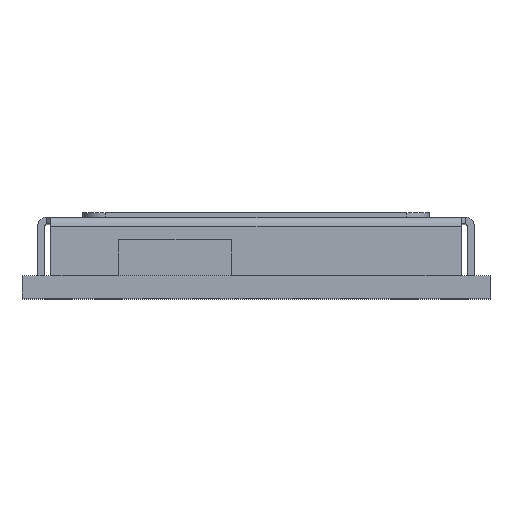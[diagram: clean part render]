
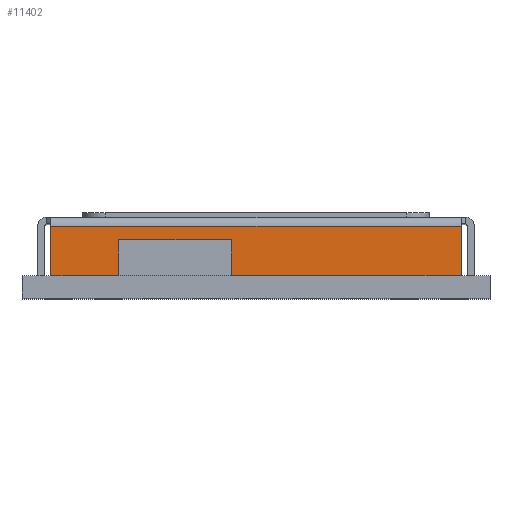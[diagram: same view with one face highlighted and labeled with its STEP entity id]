
A CAD part, top view. The second image highlights one B-rep face of the part: STEP entity #11402.
In plain terms, the highlighted planar face has unit normal (0, 0, 1).
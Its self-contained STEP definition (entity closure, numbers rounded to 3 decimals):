
#444 = CARTESIAN_POINT ( 'NONE',  ( -3.05, 0.5, 7. ) ) ;
#1902 = EDGE_CURVE ( 'NONE', #1997, #25389, #11075, .T. ) ;
#1921 = VECTOR ( 'NONE', #10443, 1000. ) ;
#1997 = VERTEX_POINT ( 'NONE', #21080 ) ;
#2213 = CARTESIAN_POINT ( 'NONE',  ( -0.55, 0.5, 7. ) ) ;
#2219 = CARTESIAN_POINT ( 'NONE',  ( -3.05, 1.3, 7. ) ) ;
#2617 = DIRECTION ( 'NONE',  ( -1., 0., 0. ) ) ;
#3320 = FACE_OUTER_BOUND ( 'NONE', #8862, .T. ) ;
#3924 = ORIENTED_EDGE ( 'NONE', *, *, #30389, .T. ) ;
#4114 = EDGE_CURVE ( 'NONE', #30571, #17486, #7080, .T. ) ;
#4598 = EDGE_CURVE ( 'NONE', #5800, #1997, #22415, .T. ) ;
#4960 = DIRECTION ( 'NONE',  ( 1., 0., 0. ) ) ;
#5726 = ORIENTED_EDGE ( 'NONE', *, *, #4598, .F. ) ;
#5800 = VERTEX_POINT ( 'NONE', #2213 ) ;
#6574 = LINE ( 'NONE', #12091, #17772 ) ;
#6760 = CARTESIAN_POINT ( 'NONE',  ( 4.559, 17.785, 7. ) ) ;
#7080 = LINE ( 'NONE', #6760, #25196 ) ;
#7471 = LINE ( 'NONE', #25049, #10182 ) ;
#8862 = EDGE_LOOP ( 'NONE', ( #30207, #19205, #17771, #5726, #25330, #24997, #15383, #3924 ) ) ;
#8906 = CARTESIAN_POINT ( 'NONE',  ( -4.559, 0.5, 7. ) ) ;
#10182 = VECTOR ( 'NONE', #2617, 1000. ) ;
#10443 = DIRECTION ( 'NONE',  ( -1., 0., 0. ) ) ;
#11075 = LINE ( 'NONE', #20765, #1921 ) ;
#11306 = CARTESIAN_POINT ( 'NONE',  ( -3.05, 1.3, 7. ) ) ;
#11402 = ADVANCED_FACE ( 'NONE', ( #3320 ), #30152, .F. ) ;
#11818 = VECTOR ( 'NONE', #12708, 1000. ) ;
#11939 = VERTEX_POINT ( 'NONE', #8906 ) ;
#12091 = CARTESIAN_POINT ( 'NONE',  ( -4.85, 0.5, 7. ) ) ;
#12552 = CARTESIAN_POINT ( 'NONE',  ( -0.55, 1.3, 7. ) ) ;
#12708 = DIRECTION ( 'NONE',  ( 0., 1., 0. ) ) ;
#13521 = EDGE_CURVE ( 'NONE', #17486, #23422, #7471, .T. ) ;
#13522 = CARTESIAN_POINT ( 'NONE',  ( 4.559, 0.5, 7. ) ) ;
#13681 = VECTOR ( 'NONE', #27874, 1000. ) ;
#14500 = LINE ( 'NONE', #2219, #21783 ) ;
#15383 = ORIENTED_EDGE ( 'NONE', *, *, #13521, .T. ) ;
#17486 = VERTEX_POINT ( 'NONE', #24396 ) ;
#17771 = ORIENTED_EDGE ( 'NONE', *, *, #1902, .F. ) ;
#17772 = VECTOR ( 'NONE', #4960, 1000. ) ;
#17883 = CARTESIAN_POINT ( 'NONE',  ( -4.559, 17.785, 7. ) ) ;
#18167 = DIRECTION ( 'NONE',  ( 1., 0., 0. ) ) ;
#18200 = LINE ( 'NONE', #17883, #13681 ) ;
#19205 = ORIENTED_EDGE ( 'NONE', *, *, #19236, .F. ) ;
#19236 = EDGE_CURVE ( 'NONE', #25389, #20405, #14500, .T. ) ;
#19829 = VECTOR ( 'NONE', #18167, 1000. ) ;
#19988 = DIRECTION ( 'NONE',  ( -1., 0., 0. ) ) ;
#20405 = VERTEX_POINT ( 'NONE', #444 ) ;
#20765 = CARTESIAN_POINT ( 'NONE',  ( -3.05, 1.3, 7. ) ) ;
#21080 = CARTESIAN_POINT ( 'NONE',  ( -0.55, 1.3, 7. ) ) ;
#21783 = VECTOR ( 'NONE', #24174, 1000. ) ;
#22415 = LINE ( 'NONE', #12552, #11818 ) ;
#22770 = EDGE_CURVE ( 'NONE', #11939, #20405, #29971, .T. ) ;
#23422 = VERTEX_POINT ( 'NONE', #31844 ) ;
#23979 = AXIS2_PLACEMENT_3D ( 'NONE', #24969, #27695, #19988 ) ;
#24174 = DIRECTION ( 'NONE',  ( 0., -1., 0. ) ) ;
#24396 = CARTESIAN_POINT ( 'NONE',  ( 4.559, 1.6, 7. ) ) ;
#24953 = CARTESIAN_POINT ( 'NONE',  ( -4.85, 0.5, 7. ) ) ;
#24969 = CARTESIAN_POINT ( 'NONE',  ( -4.85, 17.785, 7. ) ) ;
#24997 = ORIENTED_EDGE ( 'NONE', *, *, #4114, .T. ) ;
#25049 = CARTESIAN_POINT ( 'NONE',  ( -4.559, 1.6, 7. ) ) ;
#25196 = VECTOR ( 'NONE', #29059, 1000. ) ;
#25330 = ORIENTED_EDGE ( 'NONE', *, *, #30212, .T. ) ;
#25389 = VERTEX_POINT ( 'NONE', #11306 ) ;
#27695 = DIRECTION ( 'NONE',  ( 0., 0., -1. ) ) ;
#27874 = DIRECTION ( 'NONE',  ( 0., -1., 0. ) ) ;
#29059 = DIRECTION ( 'NONE',  ( 0., 1., 0. ) ) ;
#29971 = LINE ( 'NONE', #24953, #19829 ) ;
#30152 = PLANE ( 'NONE',  #23979 ) ;
#30207 = ORIENTED_EDGE ( 'NONE', *, *, #22770, .T. ) ;
#30212 = EDGE_CURVE ( 'NONE', #5800, #30571, #6574, .T. ) ;
#30389 = EDGE_CURVE ( 'NONE', #23422, #11939, #18200, .T. ) ;
#30571 = VERTEX_POINT ( 'NONE', #13522 ) ;
#31844 = CARTESIAN_POINT ( 'NONE',  ( -4.559, 1.6, 7. ) ) ;
